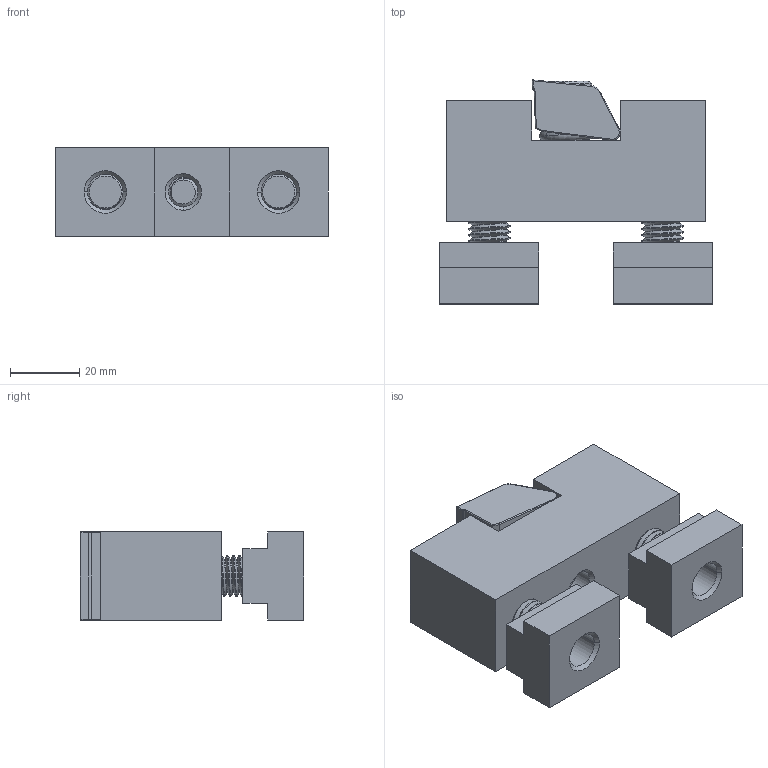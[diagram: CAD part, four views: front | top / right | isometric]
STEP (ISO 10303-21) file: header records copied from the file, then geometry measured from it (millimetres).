
FILE_DESCRIPTION (( 'STEP AP214' ), '1' );
FILE_NAME ('41226.STEP', '2018-08-21T14:52:26', ( 'Mike W' ), ( '' ), 'SwSTEP 2.0', 'SolidWorks 2017', '' );
FILE_SCHEMA (( 'AUTOMOTIVE_DESIGN' ));
Length unit declared in the file: inch
Products named in the file (8): 56075_56075; M1025MM SHCS_M1025MM SHCS; 204 O-RING_204 O-RING; 260751_260751; M1235MM SHCS_M1235MM SHCS; T-Nuts (Te-Co) (Std Configured)_540161; 412251_412251; 41226
Assembly tree (9 placements, depth 3):
  41226
    412251_412251
    T-Nuts (Te-Co) (Std Configured)_540161  x2
    M1235MM SHCS_M1235MM SHCS  x2
    56075_56075
      260751_260751
      204 O-RING_204 O-RING
      M1025MM SHCS_M1025MM SHCS
Bounding box: 78.58 x 64.62 x 25.4 mm (x, y, z)
Volume: 82051.2 mm3; surface area: 33652.5 mm2
Topology: 8 solids, 8 shells, 464 faces, 1201 edges, 756 vertices
Faces by surface type: cylinder 278, plane 75, cone 65, bspline 26, torus 16, sphere 4
Entity records: 15863 total; most frequent: CARTESIAN_POINT 8311, ORIENTED_EDGE 1726, DIRECTION 1327, EDGE_CURVE 863, VERTEX_POINT 538, AXIS2_PLACEMENT_3D 502, EDGE_LOOP 355, ADVANCED_FACE 340
